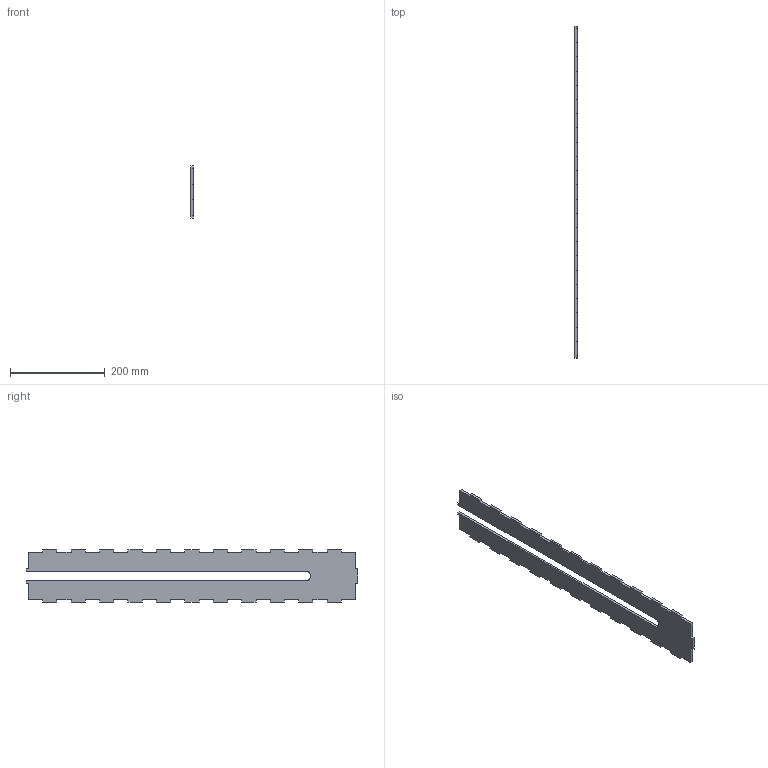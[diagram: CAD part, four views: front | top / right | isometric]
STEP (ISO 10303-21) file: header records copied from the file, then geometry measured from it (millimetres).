
FILE_DESCRIPTION(/* description */ (''),/* implementation_level */ '2;1');
FILE_NAME(/* name */ 'Корпус задняя панель.step',/* time_stamp */ '2024-02-11T19:56:02+03:00',/* author */ ('К'),/* organization */ (''),/* preprocessor_version */ 'ST-DEVELOPER v18.1',/* originating_system */ 'Autodesk Inventor 2022',/* authorisation */ '');
FILE_SCHEMA (('AUTOMOTIVE_DESIGN { 1 0 10303 214 3 1 1 }'));
Length unit declared in the file: millimetre
Products named in the file (1): Корпус
Bounding box: 5 x 700 x 110 mm (x, y, z)
Volume: 303214.6 mm3; surface area: 136342.9 mm2
Topology: 1 solids, 1 shells, 106 faces, 312 edges, 208 vertices
Faces by surface type: plane 105, cylinder 1
Entity records: 3506 total; most frequent: CARTESIAN_POINT 627, ORIENTED_EDGE 624, DIRECTION 528, EDGE_CURVE 312, LINE 310, VECTOR 310, VERTEX_POINT 208, AXIS2_PLACEMENT_3D 109
